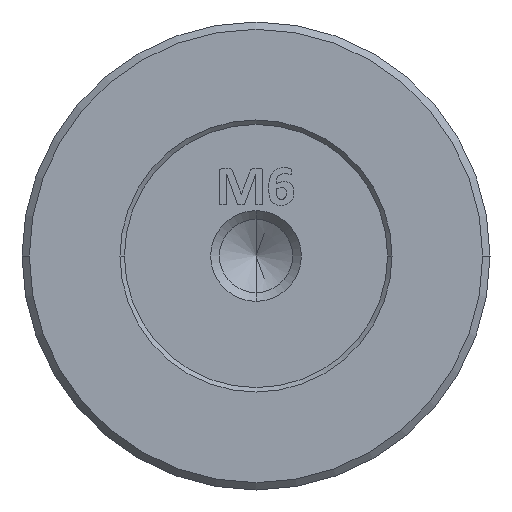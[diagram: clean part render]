
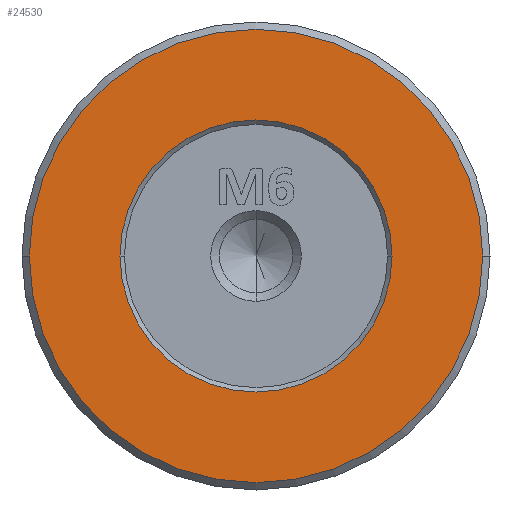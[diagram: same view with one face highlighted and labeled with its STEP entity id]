
A CAD part, left-side view. The second image highlights one B-rep face of the part: STEP entity #24530.
In plain terms, the highlighted planar face has unit normal (-1, 0, 0).
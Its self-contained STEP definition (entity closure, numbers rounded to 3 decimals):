
#787 = AXIS2_PLACEMENT_3D ( 'NONE', #21206, #11716, #9627 ) ;
#2820 = VERTEX_POINT ( 'NONE', #24371 ) ;
#3494 = ORIENTED_EDGE ( 'NONE', *, *, #14943, .T. ) ;
#3828 = DIRECTION ( 'NONE',  ( 0., -1., 0. ) ) ;
#4277 = FACE_OUTER_BOUND ( 'NONE', #15033, .T. ) ;
#6279 = AXIS2_PLACEMENT_3D ( 'NONE', #6652, #13468, #20293 ) ;
#6652 = CARTESIAN_POINT ( 'NONE',  ( -87.81, 4.064, 6.822 ) ) ;
#8688 = CARTESIAN_POINT ( 'NONE',  ( -87.81, 4.064, 6.822 ) ) ;
#9627 = DIRECTION ( 'NONE',  ( 0., -1., 0. ) ) ;
#9904 = ORIENTED_EDGE ( 'NONE', *, *, #20519, .T. ) ;
#11033 = AXIS2_PLACEMENT_3D ( 'NONE', #15010, #13214, #11122 ) ;
#11122 = DIRECTION ( 'NONE',  ( 0., -1., 0. ) ) ;
#11716 = DIRECTION ( 'NONE',  ( -1., 0., 0. ) ) ;
#13214 = DIRECTION ( 'NONE',  ( 1., 0., 0. ) ) ;
#13468 = DIRECTION ( 'NONE',  ( -1., 0., 0. ) ) ;
#13558 = CIRCLE ( 'NONE', #22089, 9.3 ) ;
#14050 = CIRCLE ( 'NONE', #787, 15.5 ) ;
#14943 = EDGE_CURVE ( 'NONE', #21047, #28353, #16028, .T. ) ;
#15010 = CARTESIAN_POINT ( 'NONE',  ( -87.81, 4.064, 6.822 ) ) ;
#15033 = EDGE_LOOP ( 'NONE', ( #26754, #3494 ) ) ;
#15176 = VERTEX_POINT ( 'NONE', #22594 ) ;
#16028 = CIRCLE ( 'NONE', #24547, 15.5 ) ;
#16656 = EDGE_CURVE ( 'NONE', #15176, #2820, #16763, .T. ) ;
#16763 = CIRCLE ( 'NONE', #11033, 9.3 ) ;
#17932 = PLANE ( 'NONE',  #6279 ) ;
#20293 = DIRECTION ( 'NONE',  ( 0., 1., 0. ) ) ;
#20519 = EDGE_CURVE ( 'NONE', #2820, #15176, #13558, .T. ) ;
#21047 = VERTEX_POINT ( 'NONE', #25424 ) ;
#21206 = CARTESIAN_POINT ( 'NONE',  ( -87.81, 4.064, 6.822 ) ) ;
#21372 = EDGE_CURVE ( 'NONE', #28353, #21047, #14050, .T. ) ;
#22089 = AXIS2_PLACEMENT_3D ( 'NONE', #29165, #24145, #3828 ) ;
#22318 = ORIENTED_EDGE ( 'NONE', *, *, #16656, .T. ) ;
#22594 = CARTESIAN_POINT ( 'NONE',  ( -87.81, -5.236, 6.822 ) ) ;
#24145 = DIRECTION ( 'NONE',  ( 1., 0., 0. ) ) ;
#24371 = CARTESIAN_POINT ( 'NONE',  ( -87.81, 13.364, 6.822 ) ) ;
#24530 = ADVANCED_FACE ( 'NONE', ( #27098, #4277 ), #17932, .T. ) ;
#24547 = AXIS2_PLACEMENT_3D ( 'NONE', #8688, #24564, #24999 ) ;
#24564 = DIRECTION ( 'NONE',  ( -1., 0., 0. ) ) ;
#24999 = DIRECTION ( 'NONE',  ( 0., -1., 0. ) ) ;
#25311 = EDGE_LOOP ( 'NONE', ( #22318, #9904 ) ) ;
#25424 = CARTESIAN_POINT ( 'NONE',  ( -87.81, -11.436, 6.822 ) ) ;
#26618 = CARTESIAN_POINT ( 'NONE',  ( -87.81, 19.564, 6.822 ) ) ;
#26754 = ORIENTED_EDGE ( 'NONE', *, *, #21372, .T. ) ;
#27098 = FACE_BOUND ( 'NONE', #25311, .T. ) ;
#28353 = VERTEX_POINT ( 'NONE', #26618 ) ;
#29165 = CARTESIAN_POINT ( 'NONE',  ( -87.81, 4.064, 6.822 ) ) ;
